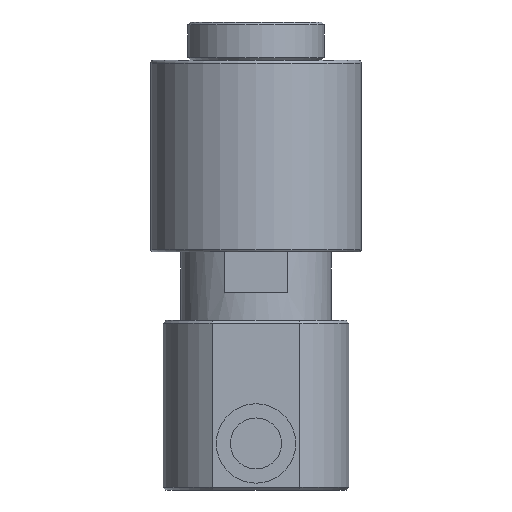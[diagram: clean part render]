
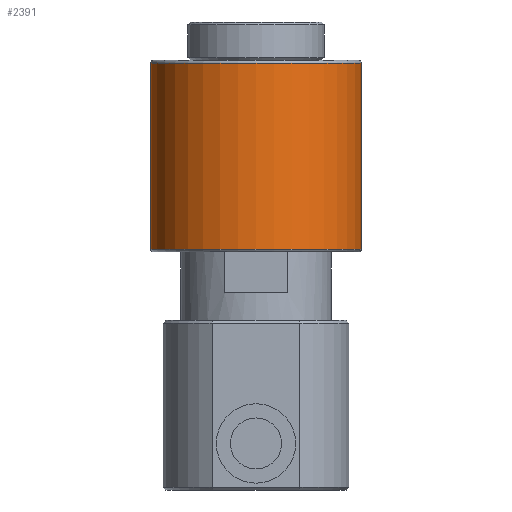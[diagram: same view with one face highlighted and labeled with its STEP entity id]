
A CAD part, front view. The second image highlights one B-rep face of the part: STEP entity #2391.
In plain terms, the highlighted cylindrical face has radius 38.5 mm (diameter 77 mm), a full revolution.
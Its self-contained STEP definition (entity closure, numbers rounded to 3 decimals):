
#59=B_SPLINE_CURVE_WITH_KNOTS('',3,(#3838,#3839,#3840,#3841,#3842,#3843,
#3844,#3845,#3846,#3847),.UNSPECIFIED.,.F.,.F.,(4,2,2,2,4),(-0.603,
-0.452,-0.301,-0.151,0.),
 .UNSPECIFIED.);
#62=B_SPLINE_CURVE_WITH_KNOTS('',3,(#3868,#3869,#3870,#3871,#3872,#3873,
#3874,#3875,#3876,#3877),.UNSPECIFIED.,.F.,.F.,(4,2,2,2,4),(0.,0.151,
0.301,0.452,0.603),.UNSPECIFIED.);
#63=B_SPLINE_CURVE_WITH_KNOTS('',3,(#3882,#3883,#3884,#3885,#3886,#3887,
#3888,#3889,#3890,#3891),.UNSPECIFIED.,.F.,.F.,(4,2,2,2,4),(0.606,
0.757,0.908,1.059,1.21),
 .UNSPECIFIED.);
#64=B_SPLINE_CURVE_WITH_KNOTS('',3,(#3900,#3901,#3902,#3903,#3904,#3905,
#3906,#3907,#3908,#3909),.UNSPECIFIED.,.F.,.F.,(4,2,2,2,4),(1.21,
1.36,1.511,1.662,1.813),
 .UNSPECIFIED.);
#143=LINE('',#3912,#300);
#144=LINE('',#3914,#301);
#300=VECTOR('',#3064,47.);
#301=VECTOR('',#3067,47.);
#613=CYLINDRICAL_SURFACE('',#2606,38.5);
#661=FACE_BOUND('',#915,.T.);
#662=FACE_BOUND('',#916,.T.);
#744=FACE_OUTER_BOUND('',#914,.T.);
#914=EDGE_LOOP('',(#1947));
#915=EDGE_LOOP('',(#1948,#1949,#1950,#1951,#1952,#1953,#1954,#1955));
#916=EDGE_LOOP('',(#1956));
#1056=CIRCLE('',#2595,38.5);
#1062=CIRCLE('',#2607,38.5);
#1063=CIRCLE('',#2608,38.5);
#1064=CIRCLE('',#2609,38.5);
#1217=VERTEX_POINT('',#3836);
#1218=VERTEX_POINT('',#3837);
#1221=VERTEX_POINT('',#3865);
#1222=VERTEX_POINT('',#3867);
#1223=VERTEX_POINT('',#3880);
#1224=VERTEX_POINT('',#3881);
#1225=VERTEX_POINT('',#3895);
#1226=VERTEX_POINT('',#3899);
#1234=VERTEX_POINT('',#3932);
#1235=VERTEX_POINT('',#3935);
#1468=EDGE_CURVE('',#1217,#1218,#59,.T.);
#1474=EDGE_CURVE('',#1222,#1221,#62,.T.);
#1476=EDGE_CURVE('',#1223,#1224,#63,.T.);
#1479=EDGE_CURVE('',#1225,#1223,#1056,.T.);
#1481=EDGE_CURVE('',#1226,#1225,#64,.T.);
#1483=EDGE_CURVE('',#1218,#1226,#143,.T.);
#1484=EDGE_CURVE('',#1224,#1222,#144,.T.);
#1492=EDGE_CURVE('',#1234,#1234,#1062,.T.);
#1493=EDGE_CURVE('',#1221,#1217,#1063,.T.);
#1494=EDGE_CURVE('',#1235,#1235,#1064,.T.);
#1947=ORIENTED_EDGE('',*,*,#1492,.F.);
#1948=ORIENTED_EDGE('',*,*,#1476,.T.);
#1949=ORIENTED_EDGE('',*,*,#1484,.T.);
#1950=ORIENTED_EDGE('',*,*,#1474,.T.);
#1951=ORIENTED_EDGE('',*,*,#1493,.T.);
#1952=ORIENTED_EDGE('',*,*,#1468,.T.);
#1953=ORIENTED_EDGE('',*,*,#1483,.T.);
#1954=ORIENTED_EDGE('',*,*,#1481,.T.);
#1955=ORIENTED_EDGE('',*,*,#1479,.T.);
#1956=ORIENTED_EDGE('',*,*,#1494,.F.);
#2391=ADVANCED_FACE('',(#744,#661,#662),#613,.T.);
#2595=AXIS2_PLACEMENT_3D('',#3896,#3056,#3057);
#2606=AXIS2_PLACEMENT_3D('',#3931,#3084,#3085);
#2607=AXIS2_PLACEMENT_3D('',#3933,#3086,#3087);
#2608=AXIS2_PLACEMENT_3D('',#3934,#3088,#3089);
#2609=AXIS2_PLACEMENT_3D('',#3936,#3090,#3091);
#3056=DIRECTION('center_axis',(0.,0.,
-1.));
#3057=DIRECTION('ref_axis',(-1.,0.,0.));
#3064=DIRECTION('',(0.,0.,-1.));
#3067=DIRECTION('',(0.,0.,1.));
#3084=DIRECTION('center_axis',(0.,0.,
-1.));
#3085=DIRECTION('ref_axis',(-1.,0.,0.));
#3086=DIRECTION('center_axis',(0.,0.,
1.));
#3087=DIRECTION('ref_axis',(-1.,0.,0.));
#3088=DIRECTION('center_axis',(0.,0.,
1.));
#3089=DIRECTION('ref_axis',(-1.,0.,0.));
#3090=DIRECTION('center_axis',(0.,0.,
-1.));
#3091=DIRECTION('ref_axis',(-1.,0.,0.));
#3836=CARTESIAN_POINT('',(-19.968,32.835,138.));
#3837=CARTESIAN_POINT('',(-23.28,30.583,134.));
#3838=CARTESIAN_POINT('Ctrl Pts',(-19.968,32.835,138.));
#3839=CARTESIAN_POINT('Ctrl Pts',(-20.398,32.574,138.));
#3840=CARTESIAN_POINT('Ctrl Pts',(-20.852,32.286,137.9));
#3841=CARTESIAN_POINT('Ctrl Pts',(-21.675,31.741,137.492));
#3842=CARTESIAN_POINT('Ctrl Pts',(-22.046,31.483,137.184));
#3843=CARTESIAN_POINT('Ctrl Pts',(-22.625,31.071,136.473));
#3844=CARTESIAN_POINT('Ctrl Pts',(-22.873,30.888,136.024));
#3845=CARTESIAN_POINT('Ctrl Pts',(-23.2,30.644,135.038));
#3846=CARTESIAN_POINT('Ctrl Pts',(-23.28,30.583,134.502));
#3847=CARTESIAN_POINT('Ctrl Pts',(-23.28,30.583,134.));
#3865=CARTESIAN_POINT('',(19.968,32.835,138.));
#3867=CARTESIAN_POINT('',(23.28,30.583,134.));
#3868=CARTESIAN_POINT('Ctrl Pts',(23.28,30.583,134.));
#3869=CARTESIAN_POINT('Ctrl Pts',(23.28,30.583,134.502));
#3870=CARTESIAN_POINT('Ctrl Pts',(23.2,30.644,135.038));
#3871=CARTESIAN_POINT('Ctrl Pts',(22.873,30.888,136.024));
#3872=CARTESIAN_POINT('Ctrl Pts',(22.625,31.071,136.473));
#3873=CARTESIAN_POINT('Ctrl Pts',(22.046,31.483,137.184));
#3874=CARTESIAN_POINT('Ctrl Pts',(21.675,31.741,137.492));
#3875=CARTESIAN_POINT('Ctrl Pts',(20.852,32.286,137.9));
#3876=CARTESIAN_POINT('Ctrl Pts',(20.398,32.574,138.));
#3877=CARTESIAN_POINT('Ctrl Pts',(19.968,32.835,138.));
#3880=CARTESIAN_POINT('',(19.968,32.835,83.));
#3881=CARTESIAN_POINT('',(23.28,30.583,87.));
#3882=CARTESIAN_POINT('Ctrl Pts',(19.968,32.835,83.));
#3883=CARTESIAN_POINT('Ctrl Pts',(20.398,32.574,83.));
#3884=CARTESIAN_POINT('Ctrl Pts',(20.852,32.286,83.1));
#3885=CARTESIAN_POINT('Ctrl Pts',(21.675,31.741,83.508));
#3886=CARTESIAN_POINT('Ctrl Pts',(22.046,31.483,83.816));
#3887=CARTESIAN_POINT('Ctrl Pts',(22.625,31.071,84.527));
#3888=CARTESIAN_POINT('Ctrl Pts',(22.873,30.888,84.976));
#3889=CARTESIAN_POINT('Ctrl Pts',(23.2,30.644,85.962));
#3890=CARTESIAN_POINT('Ctrl Pts',(23.28,30.583,86.498));
#3891=CARTESIAN_POINT('Ctrl Pts',(23.28,30.583,87.));
#3895=CARTESIAN_POINT('',(-19.968,32.835,83.));
#3896=CARTESIAN_POINT('Origin',(0.,-0.082,
83.));
#3899=CARTESIAN_POINT('',(-23.28,30.583,87.));
#3900=CARTESIAN_POINT('Ctrl Pts',(-23.28,30.583,87.));
#3901=CARTESIAN_POINT('Ctrl Pts',(-23.28,30.583,86.498));
#3902=CARTESIAN_POINT('Ctrl Pts',(-23.2,30.644,85.962));
#3903=CARTESIAN_POINT('Ctrl Pts',(-22.873,30.888,84.976));
#3904=CARTESIAN_POINT('Ctrl Pts',(-22.625,31.071,84.527));
#3905=CARTESIAN_POINT('Ctrl Pts',(-22.046,31.483,83.816));
#3906=CARTESIAN_POINT('Ctrl Pts',(-21.675,31.741,83.508));
#3907=CARTESIAN_POINT('Ctrl Pts',(-20.852,32.286,83.1));
#3908=CARTESIAN_POINT('Ctrl Pts',(-20.398,32.574,83.));
#3909=CARTESIAN_POINT('Ctrl Pts',(-19.968,32.835,83.));
#3912=CARTESIAN_POINT('',(-23.28,30.583,140.));
#3914=CARTESIAN_POINT('',(23.28,30.583,140.));
#3931=CARTESIAN_POINT('Origin',(0.,-0.082,
140.));
#3932=CARTESIAN_POINT('',(38.5,-0.082,139.));
#3933=CARTESIAN_POINT('Origin',(0.,-0.082,
139.));
#3934=CARTESIAN_POINT('Origin',(0.,-0.082,
138.));
#3935=CARTESIAN_POINT('',(38.5,-0.082,71.));
#3936=CARTESIAN_POINT('Origin',(0.,-0.082,
71.));
